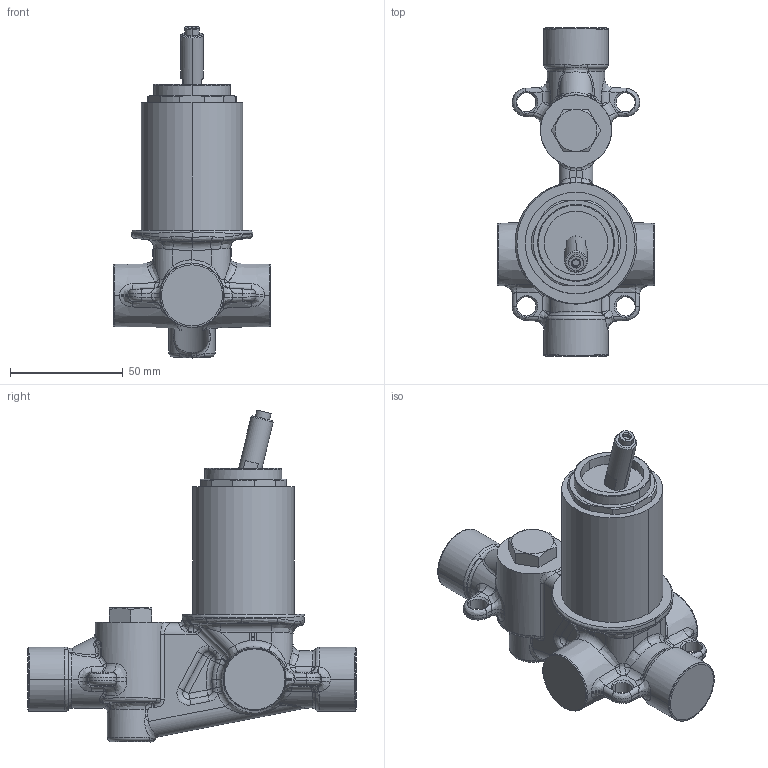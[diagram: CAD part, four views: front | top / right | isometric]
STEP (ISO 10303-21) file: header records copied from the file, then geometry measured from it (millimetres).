
FILE_DESCRIPTION (( 'STEP AP203' ), '1' );
FILE_NAME ('2337+50010900.STEP', '2018-07-16T13:03:03', ( '' ), ( '' ), 'SwSTEP 2.0', 'SolidWorks 2016', '' );
FILE_SCHEMA (( 'CONFIG_CONTROL_DESIGN' ));
Length unit declared in the file: millimetre
Products named in the file (1): 2337+50010900
Bounding box: 70 x 145.5 x 147.23 mm (x, y, z)
Volume: 262284.7 mm3; surface area: 37343.8 mm2
Topology: 1 solids, 1 shells, 521 faces, 1270 edges, 736 vertices
Faces by surface type: bspline 203, cylinder 133, plane 83, torus 43, cone 38, sphere 21
Entity records: 25331 total; most frequent: CARTESIAN_POINT 15119, ORIENTED_EDGE 2502, DIRECTION 1620, EDGE_CURVE 1251, VERTEX_POINT 736, AXIS2_PLACEMENT_3D 668, EDGE_LOOP 533, B_SPLINE_CURVE_WITH_KNOTS 527
